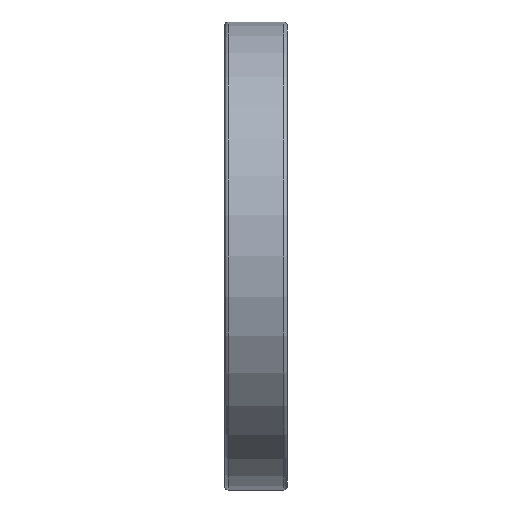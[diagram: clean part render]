
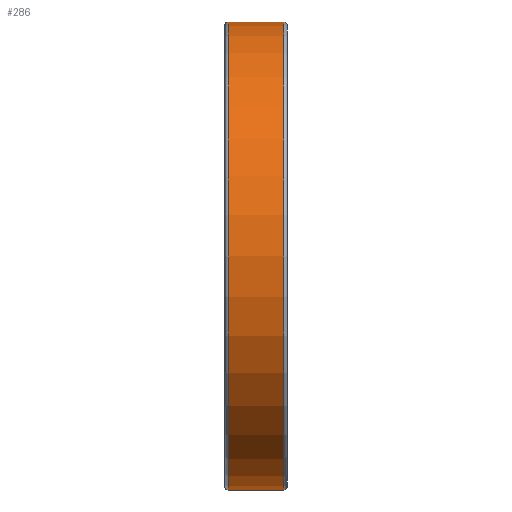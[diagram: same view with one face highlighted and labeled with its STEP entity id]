
A CAD part, front view. The second image highlights one B-rep face of the part: STEP entity #286.
In plain terms, the highlighted cylindrical face has radius 75 mm (diameter 150 mm), a full revolution.
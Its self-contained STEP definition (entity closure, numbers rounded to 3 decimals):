
#115=CYLINDRICAL_SURFACE('',#356,75.);
#150=ORIENTED_EDGE('',*,*,#169,.T.);
#151=ORIENTED_EDGE('',*,*,#168,.F.);
#168=EDGE_CURVE('',#184,#184,#201,.T.);
#169=EDGE_CURVE('',#185,#185,#202,.T.);
#184=VERTEX_POINT('',#535);
#185=VERTEX_POINT('',#538);
#201=CIRCLE('',#355,75.);
#202=CIRCLE('',#357,75.);
#231=EDGE_LOOP('',(#150));
#232=EDGE_LOOP('',(#151));
#263=FACE_BOUND('',#231,.T.);
#264=FACE_BOUND('',#232,.T.);
#286=ADVANCED_FACE('',(#263,#264),#115,.T.);
#355=AXIS2_PLACEMENT_3D('',#534,#440,#441);
#356=AXIS2_PLACEMENT_3D('',#536,#442,#443);
#357=AXIS2_PLACEMENT_3D('',#537,#444,#445);
#440=DIRECTION('',(1.,0.,0.));
#441=DIRECTION('',(0.,0.,-1.));
#442=DIRECTION('',(1.,0.,0.));
#443=DIRECTION('',(0.,0.,-1.));
#444=DIRECTION('',(1.,0.,0.));
#445=DIRECTION('',(0.,0.,-1.));
#534=CARTESIAN_POINT('',(18.9,0.,0.));
#535=CARTESIAN_POINT('',(18.9,0.,-75.));
#536=CARTESIAN_POINT('',(20.,0.,0.));
#537=CARTESIAN_POINT('',(1.1,0.,0.));
#538=CARTESIAN_POINT('',(1.1,0.,-75.));
